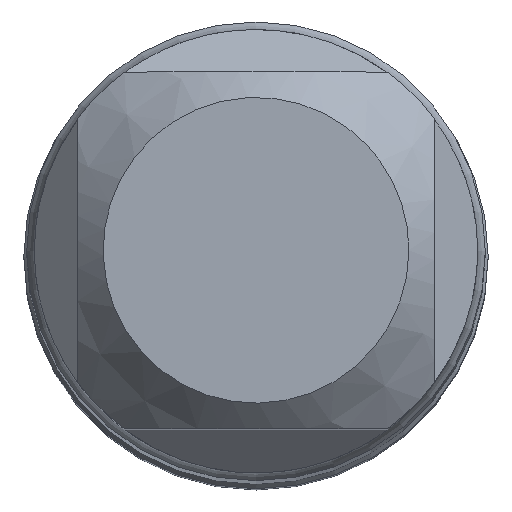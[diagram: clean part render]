
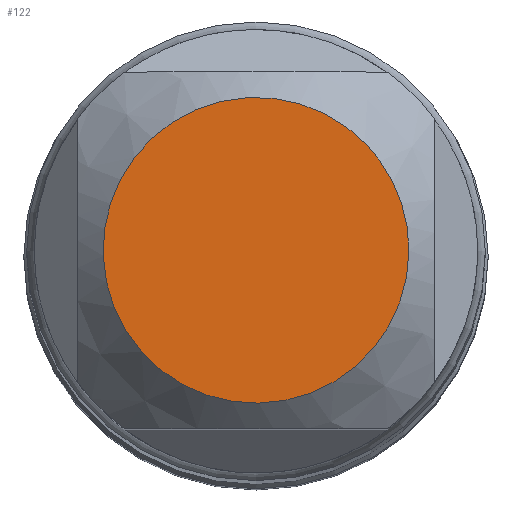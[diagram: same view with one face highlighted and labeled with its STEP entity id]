
A CAD part, top view. The second image highlights one B-rep face of the part: STEP entity #122.
In plain terms, the highlighted planar face has unit normal (0, 0, 1).
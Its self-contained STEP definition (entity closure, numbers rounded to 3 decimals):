
#95=CIRCLE('',#443,3.);
#122=ADVANCED_FACE('NONE',(#160),#148,.T.);
#148=PLANE('',#444);
#160=FACE_OUTER_BOUND('',#171,.T.);
#171=EDGE_LOOP('',(#231));
#231=ORIENTED_EDGE('',*,*,#337,.F.);
#301=VERTEX_POINT('',#678);
#337=EDGE_CURVE('NONE',#301,#301,#95,.T.);
#443=AXIS2_PLACEMENT_3D('',#677,#524,#525);
#444=AXIS2_PLACEMENT_3D('',#679,#526,#527);
#524=DIRECTION('',(0.,0.,-1.));
#525=DIRECTION('',(1.,0.,0.));
#526=DIRECTION('',(0.,0.,1.));
#527=DIRECTION('',(1.,0.,0.));
#677=CARTESIAN_POINT('',(0.,0.,0.));
#678=CARTESIAN_POINT('',(3.,0.,0.));
#679=CARTESIAN_POINT('',(0.,0.,0.));
